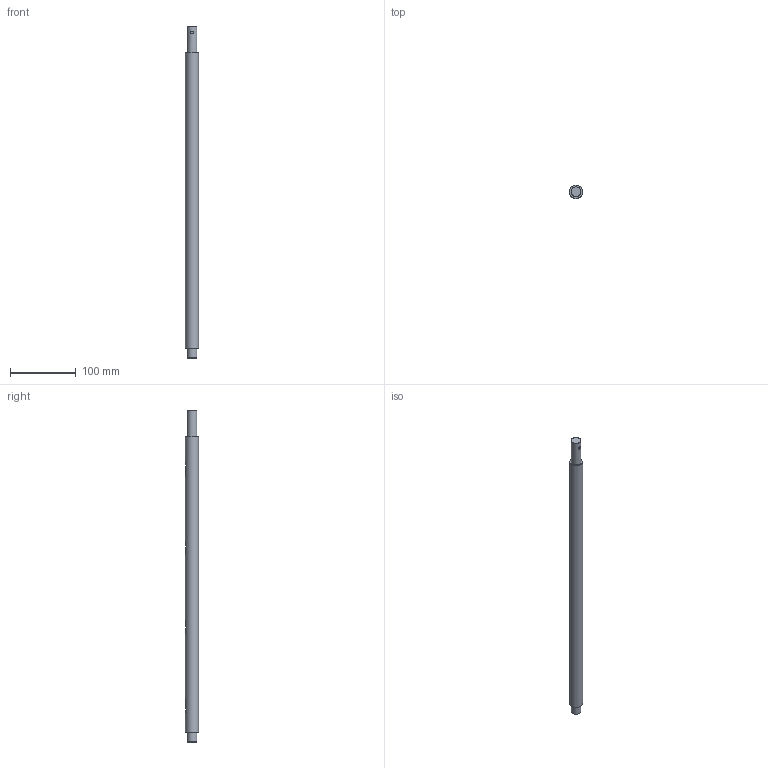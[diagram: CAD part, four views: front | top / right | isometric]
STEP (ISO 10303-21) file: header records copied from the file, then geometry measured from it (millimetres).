
FILE_DESCRIPTION( ('This file contains a STEP AP42 implementation' ,'as created by ZW3D STEP Interface translator.' ,'') ,'2;1' );
FILE_NAME( '仱謫粣.ipt.stp' ,'251027.114732', (''), ('ZWCAD Software Co.'), 'Version 1.0', 'ZW3D to STEP translator', '' );
FILE_SCHEMA(('AUTOMOTIVE_DESIGN { 1 0 10303 214 1 1 1 1 }'));
Length unit declared in the file: millimetre
Products named in the file (1): 0
Bounding box: 20 x 20 x 505 mm (x, y, z)
Volume: 149895.8 mm3; surface area: 31922.4 mm2
Topology: 1 solids, 1 shells, 30 faces, 80 edges, 59 vertices
Faces by surface type: plane 17, cylinder 12, cone 1
Full cylindrical faces by diameter (mm): 4 x1, 15 x2, 20 x1
Entity records: 1156 total; most frequent: CARTESIAN_POINT 350, ORIENTED_EDGE 160, DIRECTION 147, EDGE_CURVE 80, VERTEX_POINT 59, AXIS2_PLACEMENT_3D 55, VECTOR 37, LINE 37
